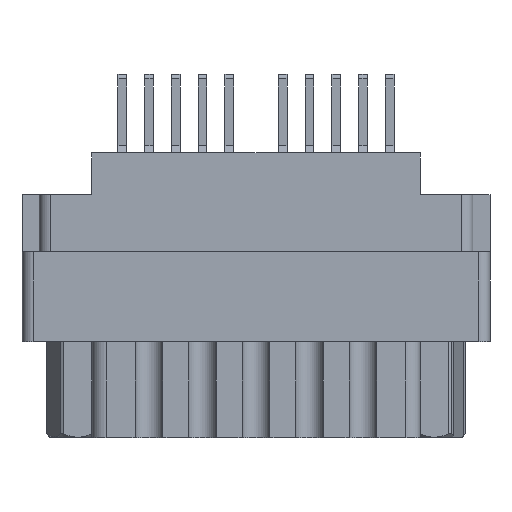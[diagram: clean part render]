
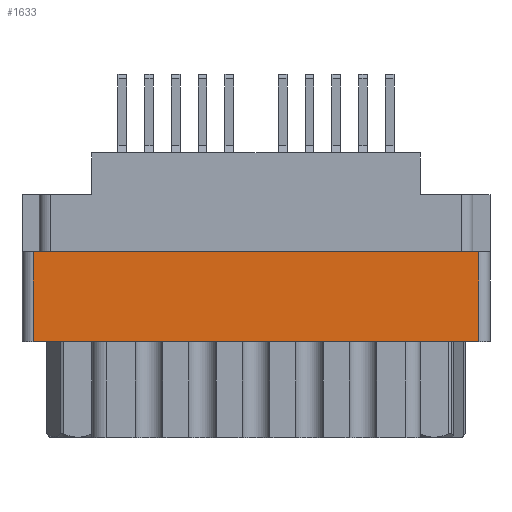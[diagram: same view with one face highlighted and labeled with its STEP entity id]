
A CAD part, front view. The second image highlights one B-rep face of the part: STEP entity #1633.
In plain terms, the highlighted planar face has unit normal (0, -1, 0).
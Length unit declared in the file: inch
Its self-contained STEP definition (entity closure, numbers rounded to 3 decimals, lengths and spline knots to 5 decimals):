
#1255 = DIRECTION ( 'NONE',  ( -1., 0., 0. ) ) ;
#1561 = LINE ( 'NONE', #18151, #28036 ) ;
#1633 = ADVANCED_FACE ( 'NONE', ( #11038 ), #16053, .T. ) ;
#6258 = ORIENTED_EDGE ( 'NONE', *, *, #32114, .F. ) ;
#6269 = ORIENTED_EDGE ( 'NONE', *, *, #31312, .T. ) ;
#7545 = LINE ( 'NONE', #35576, #20950 ) ;
#7765 = VERTEX_POINT ( 'NONE', #24411 ) ;
#11038 = FACE_OUTER_BOUND ( 'NONE', #13920, .T. ) ;
#12941 = LINE ( 'NONE', #28520, #27295 ) ;
#13013 = CARTESIAN_POINT ( 'NONE',  ( 0.624, -0.343, -0.529 ) ) ;
#13205 = DIRECTION ( 'NONE',  ( 1., 0., 0. ) ) ;
#13448 = DIRECTION ( 'NONE',  ( 0., -1., 0. ) ) ;
#13920 = EDGE_LOOP ( 'NONE', ( #14587, #18329, #6258, #6269 ) ) ;
#14587 = ORIENTED_EDGE ( 'NONE', *, *, #34121, .F. ) ;
#16053 = PLANE ( 'NONE',  #33052 ) ;
#18151 = CARTESIAN_POINT ( 'NONE',  ( -0.624, -0.343, -0.798 ) ) ;
#18329 = ORIENTED_EDGE ( 'NONE', *, *, #34321, .T. ) ;
#20950 = VECTOR ( 'NONE', #1255, 39.37008 ) ;
#24411 = CARTESIAN_POINT ( 'NONE',  ( 0.624, -0.343, -0.277 ) ) ;
#24987 = CARTESIAN_POINT ( 'NONE',  ( -0.656, -0.343, -0.798 ) ) ;
#26271 = VERTEX_POINT ( 'NONE', #13013 ) ;
#27295 = VECTOR ( 'NONE', #28640, 39.37008 ) ;
#27990 = VERTEX_POINT ( 'NONE', #30280 ) ;
#28036 = VECTOR ( 'NONE', #29943, 39.37008 ) ;
#28520 = CARTESIAN_POINT ( 'NONE',  ( 0.624, -0.343, -0.798 ) ) ;
#28640 = DIRECTION ( 'NONE',  ( 0., 0., 1. ) ) ;
#29943 = DIRECTION ( 'NONE',  ( 0., 0., -1. ) ) ;
#30244 = VECTOR ( 'NONE', #13205, 39.37008 ) ;
#30280 = CARTESIAN_POINT ( 'NONE',  ( -0.624, -0.343, -0.529 ) ) ;
#30380 = CARTESIAN_POINT ( 'NONE',  ( 0., -0.343, -0.277 ) ) ;
#31312 = EDGE_CURVE ( 'NONE', #26271, #7765, #12941, .T. ) ;
#32017 = LINE ( 'NONE', #30380, #30244 ) ;
#32114 = EDGE_CURVE ( 'NONE', #26271, #27990, #7545, .T. ) ;
#33052 = AXIS2_PLACEMENT_3D ( 'NONE', #24987, #13448, #35891 ) ;
#34121 = EDGE_CURVE ( 'NONE', #36622, #7765, #32017, .T. ) ;
#34321 = EDGE_CURVE ( 'NONE', #36622, #27990, #1561, .T. ) ;
#35576 = CARTESIAN_POINT ( 'NONE',  ( 0., -0.343, -0.529 ) ) ;
#35891 = DIRECTION ( 'NONE',  ( 0., 0., -1. ) ) ;
#36348 = CARTESIAN_POINT ( 'NONE',  ( -0.624, -0.343, -0.277 ) ) ;
#36622 = VERTEX_POINT ( 'NONE', #36348 ) ;
